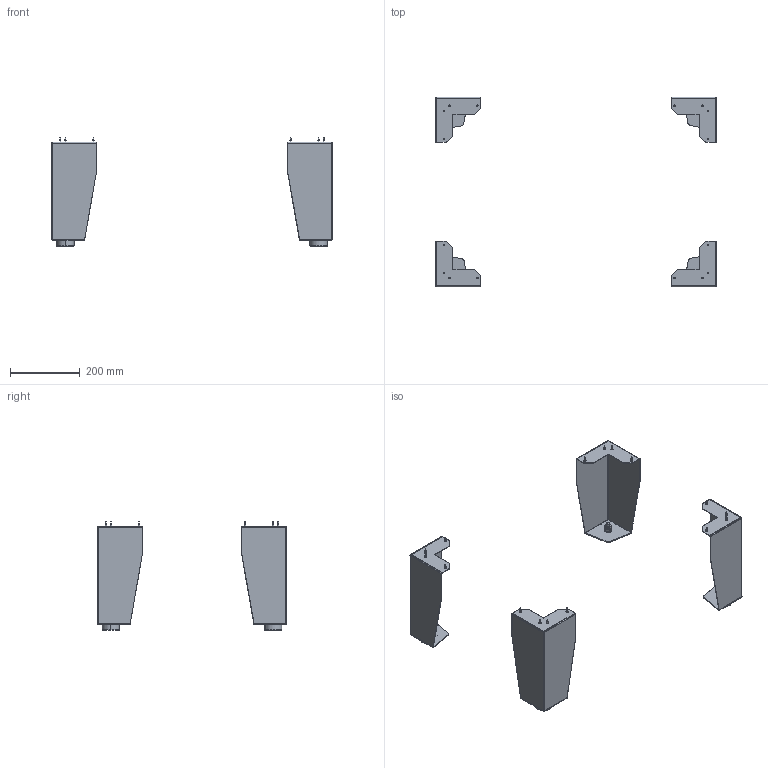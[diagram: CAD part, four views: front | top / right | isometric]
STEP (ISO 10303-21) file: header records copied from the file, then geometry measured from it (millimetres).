
FILE_DESCRIPTION(('Creo Elements/Direct Modeling STEP Export'),'2;1');
FILE_NAME('0092.0558_WS-MF320-470.stp','2017-07-21T11:12:09',(''),(''),'PTC Creo Elements/Direct Modeling STEP processor for AP214 (Solid Model)','PTC Creo Elements/Direct Modeling 19.0C 15-Aug-2015 (C) Parametric Technology GmbH','');
FILE_SCHEMA(('AUTOMOTIVE_DESIGN { 1 0 10303 214 1 1 1 1 }'));
Length unit declared in the file: millimetre
Products named in the file (5): 1; 4; 3; 2; 0092.0558_WS-MF320-470
Assembly tree (4 placements, depth 2):
  0092.0558_WS-MF320-470
    2
    3
    4
    1
Bounding box: 806 x 544.5 x 310.3 mm (x, y, z)
Volume: 697234 mm3; surface area: 682148.8 mm2
Topology: 4 solids, 8 shells, 864 faces, 2300 edges, 1508 vertices
Faces by surface type: plane 384, cylinder 264, cone 104, torus 72, sphere 40
Entity records: 37411 total; most frequent: CARTESIAN_POINT 16481, ORIENTED_EDGE 4584, DIRECTION 4126, EDGE_CURVE 2292, AXIS2_PLACEMENT_3D 1641, VERTEX_POINT 1508, EDGE_LOOP 936, FACE_OUTER_BOUND 864
